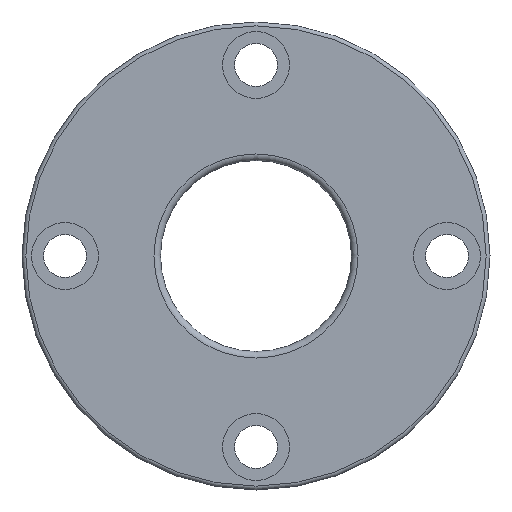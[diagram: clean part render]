
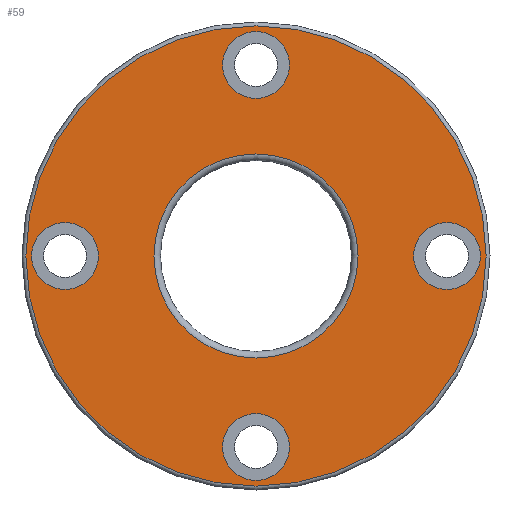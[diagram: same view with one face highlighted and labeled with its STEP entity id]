
A CAD part, left-side view. The second image highlights one B-rep face of the part: STEP entity #59.
In plain terms, the highlighted planar face has unit normal (-1, 0, 0).
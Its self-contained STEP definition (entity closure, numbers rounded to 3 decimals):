
#59 = ADVANCED_FACE( '', ( #134, #135, #136, #137, #138, #139 ), #140, .T. );
#134 = FACE_BOUND( '', #241, .T. );
#135 = FACE_BOUND( '', #242, .T. );
#136 = FACE_BOUND( '', #243, .T. );
#137 = FACE_OUTER_BOUND( '', #244, .T. );
#138 = FACE_BOUND( '', #245, .T. );
#139 = FACE_BOUND( '', #246, .T. );
#140 = PLANE( '', #247 );
#241 = EDGE_LOOP( '', ( #354 ) );
#242 = EDGE_LOOP( '', ( #355 ) );
#243 = EDGE_LOOP( '', ( #356 ) );
#244 = EDGE_LOOP( '', ( #357 ) );
#245 = EDGE_LOOP( '', ( #358 ) );
#246 = EDGE_LOOP( '', ( #359 ) );
#247 = AXIS2_PLACEMENT_3D( '', #360, #361, #362 );
#354 = ORIENTED_EDGE( '', *, *, #465, .T. );
#355 = ORIENTED_EDGE( '', *, *, #480, .T. );
#356 = ORIENTED_EDGE( '', *, *, #481, .T. );
#357 = ORIENTED_EDGE( '', *, *, #482, .F. );
#358 = ORIENTED_EDGE( '', *, *, #483, .T. );
#359 = ORIENTED_EDGE( '', *, *, #484, .T. );
#360 = CARTESIAN_POINT( '', ( 0., 48.188, 0. ) );
#361 = DIRECTION( '', ( -1., 0., 0. ) );
#362 = DIRECTION( '', ( 0., 0., 1. ) );
#465 = EDGE_CURVE( '', #516, #516, #517, .T. );
#480 = EDGE_CURVE( '', #540, #540, #541, .F. );
#481 = EDGE_CURVE( '', #542, #542, #543, .T. );
#482 = EDGE_CURVE( '', #544, #544, #545, .T. );
#483 = EDGE_CURVE( '', #546, #546, #547, .T. );
#484 = EDGE_CURVE( '', #548, #548, #549, .T. );
#516 = VERTEX_POINT( '', #593 );
#517 = CIRCLE( '', #594, 21.375 );
#540 = VERTEX_POINT( '', #617 );
#541 = CIRCLE( '', #618, 7. );
#542 = VERTEX_POINT( '', #619 );
#543 = CIRCLE( '', #620, 7. );
#544 = VERTEX_POINT( '', #621 );
#545 = CIRCLE( '', #622, 48.188 );
#546 = VERTEX_POINT( '', #623 );
#547 = CIRCLE( '', #624, 7. );
#548 = VERTEX_POINT( '', #625 );
#549 = CIRCLE( '', #626, 7. );
#593 = CARTESIAN_POINT( '', ( 0., 0., -21.375 ) );
#594 = AXIS2_PLACEMENT_3D( '', #670, #671, #672 );
#617 = CARTESIAN_POINT( '', ( 0., 40., 7. ) );
#618 = AXIS2_PLACEMENT_3D( '', #697, #698, #699 );
#619 = CARTESIAN_POINT( '', ( 0., 0., -47. ) );
#620 = AXIS2_PLACEMENT_3D( '', #700, #701, #702 );
#621 = CARTESIAN_POINT( '', ( 0., 0., -48.188 ) );
#622 = AXIS2_PLACEMENT_3D( '', #703, #704, #705 );
#623 = CARTESIAN_POINT( '', ( 0., -40., -7. ) );
#624 = AXIS2_PLACEMENT_3D( '', #706, #707, #708 );
#625 = CARTESIAN_POINT( '', ( 0., 0., 33. ) );
#626 = AXIS2_PLACEMENT_3D( '', #709, #710, #711 );
#670 = CARTESIAN_POINT( '', ( 0., 0., 0. ) );
#671 = DIRECTION( '', ( 1., 0., 0. ) );
#672 = DIRECTION( '', ( 0., 0., -1. ) );
#697 = CARTESIAN_POINT( '', ( 0., 40., 0. ) );
#698 = DIRECTION( '', ( -1., 0., 0. ) );
#699 = DIRECTION( '', ( 0., 0., 1. ) );
#700 = CARTESIAN_POINT( '', ( 0., 0., -40. ) );
#701 = DIRECTION( '', ( 1., 0., 0. ) );
#702 = DIRECTION( '', ( 0., 0., -1. ) );
#703 = CARTESIAN_POINT( '', ( 0., 0., 0. ) );
#704 = DIRECTION( '', ( 1., 0., 0. ) );
#705 = DIRECTION( '', ( 0., 0., -1. ) );
#706 = CARTESIAN_POINT( '', ( 0., -40., 0. ) );
#707 = DIRECTION( '', ( 1., 0., 0. ) );
#708 = DIRECTION( '', ( 0., 0., -1. ) );
#709 = CARTESIAN_POINT( '', ( 0., 0., 40. ) );
#710 = DIRECTION( '', ( 1., 0., 0. ) );
#711 = DIRECTION( '', ( 0., 0., -1. ) );
